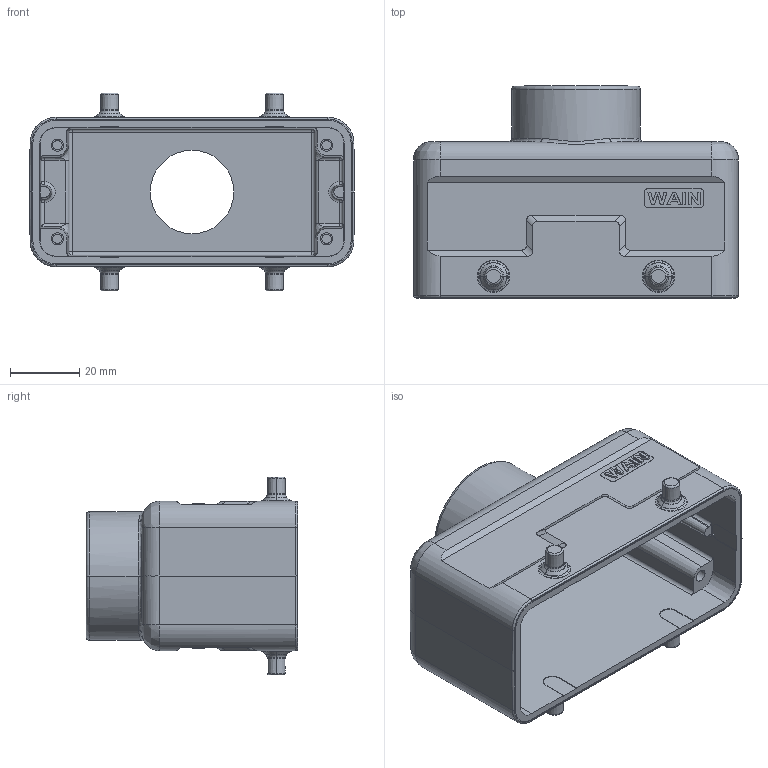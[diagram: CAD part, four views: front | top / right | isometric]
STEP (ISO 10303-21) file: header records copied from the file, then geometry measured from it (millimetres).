
FILE_DESCRIPTION((''),'2;1');
FILE_NAME('W16B-TE','2017-09-20T',('wl.kang'),(''),'PRO/ENGINEER BY PARAMETRIC TECHNOLOGY CORPORATION, 2012480','PRO/ENGINEER BY PARAMETRIC TECHNOLOGY CORPORATION, 2012480','');
FILE_SCHEMA(('AUTOMOTIVE_DESIGN { 1 0 10303 214 1 1 1 1 }'));
Length unit declared in the file: millimetre
Products named in the file (1): W16B-TE
Bounding box: 93.5 x 61 x 57 mm (x, y, z)
Volume: 56523.4 mm3; surface area: 32901.9 mm2
Topology: 1 solids, 5 shells, 409 faces, 982 edges, 606 vertices
Faces by surface type: plane 191, cylinder 93, torus 56, cone 44, bspline 14, sphere 11
Entity records: 13898 total; most frequent: CARTESIAN_POINT 4088, DIRECTION 1993, ORIENTED_EDGE 1956, EDGE_CURVE 982, AXIS2_PLACEMENT_3D 701, VERTEX_POINT 606, VECTOR 591, LINE 591
